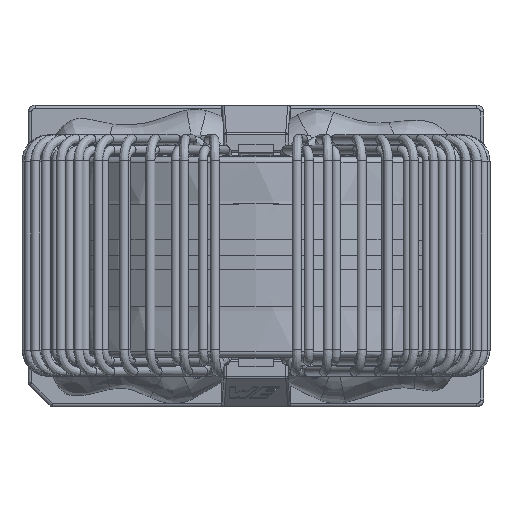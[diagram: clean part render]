
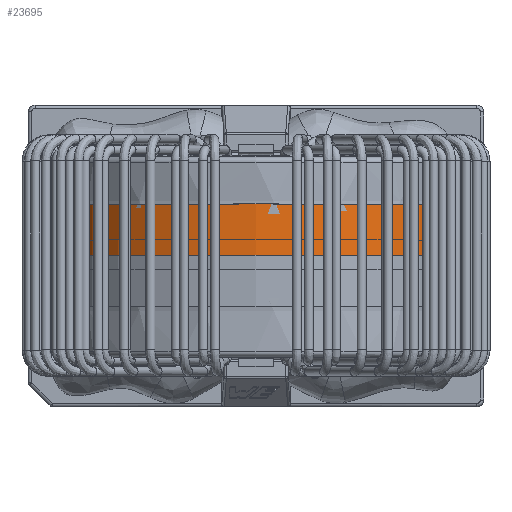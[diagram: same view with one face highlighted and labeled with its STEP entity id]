
A CAD part, top view. The second image highlights one B-rep face of the part: STEP entity #23695.
In plain terms, the highlighted conical face has half-angle 0.253 degrees and reference radius 18.79 mm.
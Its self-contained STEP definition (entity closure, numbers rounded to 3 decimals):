
#1869=CIRCLE('',#27549,18.79);
#1871=CIRCLE('',#27553,18.77);
#3098=CONICAL_SURFACE('',#27552,18.79,0.004);
#4161=ORIENTED_EDGE('',*,*,#9993,.T.);
#4162=ORIENTED_EDGE('',*,*,#9991,.F.);
#9991=EDGE_CURVE('',#13005,#13005,#1869,.T.);
#9993=EDGE_CURVE('',#13007,#13007,#1871,.T.);
#13005=VERTEX_POINT('',#37899);
#13007=VERTEX_POINT('',#37905);
#17689=EDGE_LOOP('',(#4161));
#17690=EDGE_LOOP('',(#4162));
#20403=FACE_BOUND('',#17689,.T.);
#20404=FACE_BOUND('',#17690,.T.);
#23695=ADVANCED_FACE('',(#20403,#20404),#3098,.T.);
#27549=AXIS2_PLACEMENT_3D('',#37898,#31044,#31045);
#27552=AXIS2_PLACEMENT_3D('',#37903,#31050,#31051);
#27553=AXIS2_PLACEMENT_3D('',#37904,#31052,#31053);
#31044=DIRECTION('',(0.,-1.,0.));
#31045=DIRECTION('',(0.,0.,-1.));
#31050=DIRECTION('',(0.,-1.,0.));
#31051=DIRECTION('',(0.,0.,-1.));
#31052=DIRECTION('',(0.,-1.,0.));
#31053=DIRECTION('',(0.,0.,-1.));
#37898=CARTESIAN_POINT('',(0.,0.,0.));
#37899=CARTESIAN_POINT('',(0.,0.,-18.79));
#37903=CARTESIAN_POINT('',(0.,0.,0.));
#37904=CARTESIAN_POINT('',(0.,4.5,0.));
#37905=CARTESIAN_POINT('',(0.,4.5,-18.77));
